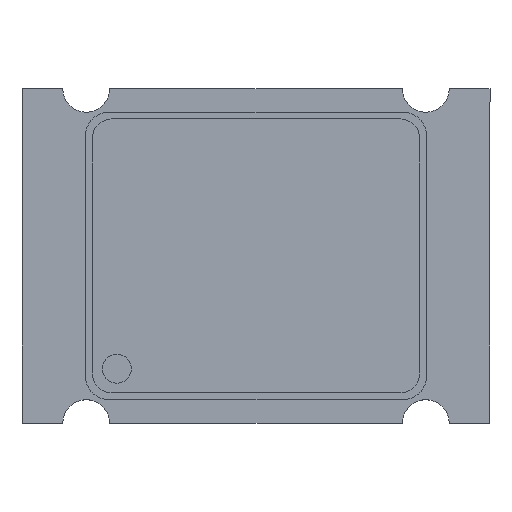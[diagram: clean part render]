
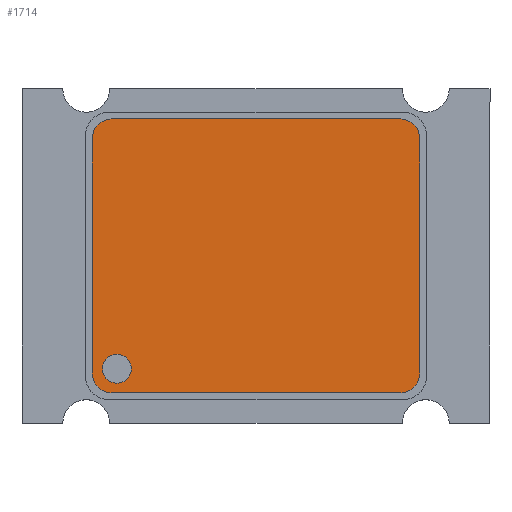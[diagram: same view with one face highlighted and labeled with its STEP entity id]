
A CAD part, top view. The second image highlights one B-rep face of the part: STEP entity #1714.
In plain terms, the highlighted planar face has unit normal (0, 0, 1).
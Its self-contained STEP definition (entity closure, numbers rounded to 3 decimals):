
#4 = CARTESIAN_POINT ( 'NONE',  ( 5.65, 4.55, 1.5 ) ) ;
#28 = DIRECTION ( 'NONE',  ( 0., 0., -1. ) ) ;
#75 = CARTESIAN_POINT ( 'NONE',  ( 5.95, 4.25, 1.5 ) ) ;
#121 = LINE ( 'NONE', #1470, #696 ) ;
#150 = CARTESIAN_POINT ( 'NONE',  ( 5.95, 0.75, 1.5 ) ) ;
#225 = CARTESIAN_POINT ( 'NONE',  ( 1.05, 4.25, 1.5 ) ) ;
#246 = CARTESIAN_POINT ( 'NONE',  ( 5.65, 0.45, 1.5 ) ) ;
#319 = CARTESIAN_POINT ( 'NONE',  ( 5.65, 4.25, 1.5 ) ) ;
#330 = VERTEX_POINT ( 'NONE', #1486 ) ;
#371 = VERTEX_POINT ( 'NONE', #2237 ) ;
#374 = ORIENTED_EDGE ( 'NONE', *, *, #3099, .F. ) ;
#430 = DIRECTION ( 'NONE',  ( 1., 0., 0. ) ) ;
#566 = DIRECTION ( 'NONE',  ( -1., 0., 0. ) ) ;
#568 = EDGE_LOOP ( 'NONE', ( #2977, #1518, #1890, #2716, #374, #1744, #920, #2896 ) ) ;
#580 = DIRECTION ( 'NONE',  ( 0., -1., 0. ) ) ;
#586 = LINE ( 'NONE', #1910, #1909 ) ;
#696 = VECTOR ( 'NONE', #1975, 1000. ) ;
#791 = VERTEX_POINT ( 'NONE', #150 ) ;
#861 = DIRECTION ( 'NONE',  ( 0., 0., -1. ) ) ;
#877 = CARTESIAN_POINT ( 'NONE',  ( 5.95, 4.25, 1.5 ) ) ;
#920 = ORIENTED_EDGE ( 'NONE', *, *, #2898, .F. ) ;
#1005 = CARTESIAN_POINT ( 'NONE',  ( 1.05, 4.25, 1.5 ) ) ;
#1006 = EDGE_CURVE ( 'NONE', #2767, #1556, #586, .T. ) ;
#1098 = EDGE_CURVE ( 'NONE', #371, #1953, #3194, .T. ) ;
#1184 = DIRECTION ( 'NONE',  ( 0., 1., 0. ) ) ;
#1229 = LINE ( 'NONE', #75, #2548 ) ;
#1266 = DIRECTION ( 'NONE',  ( 0., 0., -1. ) ) ;
#1268 = AXIS2_PLACEMENT_3D ( 'NONE', #319, #2041, #566 ) ;
#1286 = EDGE_CURVE ( 'NONE', #791, #1530, #2999, .T. ) ;
#1375 = VERTEX_POINT ( 'NONE', #877 ) ;
#1390 = DIRECTION ( 'NONE',  ( 0., 0., -1. ) ) ;
#1470 = CARTESIAN_POINT ( 'NONE',  ( 1.35, 0.45, 1.5 ) ) ;
#1486 = CARTESIAN_POINT ( 'NONE',  ( 1.35, 0.45, 1.5 ) ) ;
#1501 = CARTESIAN_POINT ( 'NONE',  ( 1.35, 0.75, 1.5 ) ) ;
#1518 = ORIENTED_EDGE ( 'NONE', *, *, #1523, .F. ) ;
#1523 = EDGE_CURVE ( 'NONE', #1530, #330, #121, .T. ) ;
#1530 = VERTEX_POINT ( 'NONE', #246 ) ;
#1556 = VERTEX_POINT ( 'NONE', #4 ) ;
#1602 = CARTESIAN_POINT ( 'NONE',  ( 1.35, 4.55, 1.5 ) ) ;
#1714 = ADVANCED_FACE ( 'NONE', ( #2357 ), #2749, .F. ) ;
#1730 = EDGE_CURVE ( 'NONE', #1375, #791, #1229, .T. ) ;
#1744 = ORIENTED_EDGE ( 'NONE', *, *, #1006, .F. ) ;
#1745 = DIRECTION ( 'NONE',  ( -1., 0., 0. ) ) ;
#1869 = VECTOR ( 'NONE', #1184, 1000. ) ;
#1890 = ORIENTED_EDGE ( 'NONE', *, *, #1286, .F. ) ;
#1909 = VECTOR ( 'NONE', #430, 1000. ) ;
#1910 = CARTESIAN_POINT ( 'NONE',  ( 1.35, 4.55, 1.5 ) ) ;
#1947 = EDGE_CURVE ( 'NONE', #330, #371, #3033, .T. ) ;
#1953 = VERTEX_POINT ( 'NONE', #1005 ) ;
#1975 = DIRECTION ( 'NONE',  ( -1., 0., 0. ) ) ;
#1977 = AXIS2_PLACEMENT_3D ( 'NONE', #2895, #1390, #3158 ) ;
#2041 = DIRECTION ( 'NONE',  ( 0., 0., -1. ) ) ;
#2237 = CARTESIAN_POINT ( 'NONE',  ( 1.05, 0.75, 1.5 ) ) ;
#2342 = CARTESIAN_POINT ( 'NONE',  ( 5.65, 0.75, 1.5 ) ) ;
#2357 = FACE_OUTER_BOUND ( 'NONE', #568, .T. ) ;
#2548 = VECTOR ( 'NONE', #580, 1000. ) ;
#2585 = DIRECTION ( 'NONE',  ( -1., 0., 0. ) ) ;
#2716 = ORIENTED_EDGE ( 'NONE', *, *, #1730, .F. ) ;
#2749 = PLANE ( 'NONE',  #3161 ) ;
#2761 = CARTESIAN_POINT ( 'NONE',  ( 1.35, 4.25, 1.5 ) ) ;
#2763 = AXIS2_PLACEMENT_3D ( 'NONE', #2342, #861, #2585 ) ;
#2767 = VERTEX_POINT ( 'NONE', #1602 ) ;
#2799 = CIRCLE ( 'NONE', #1977, 0.3 ) ;
#2810 = CIRCLE ( 'NONE', #1268, 0.3 ) ;
#2855 = AXIS2_PLACEMENT_3D ( 'NONE', #1501, #28, #1745 ) ;
#2895 = CARTESIAN_POINT ( 'NONE',  ( 1.35, 4.25, 1.5 ) ) ;
#2896 = ORIENTED_EDGE ( 'NONE', *, *, #1098, .F. ) ;
#2898 = EDGE_CURVE ( 'NONE', #1953, #2767, #2799, .T. ) ;
#2977 = ORIENTED_EDGE ( 'NONE', *, *, #1947, .F. ) ;
#2999 = CIRCLE ( 'NONE', #2763, 0.3 ) ;
#3024 = DIRECTION ( 'NONE',  ( -1., 0., 0. ) ) ;
#3033 = CIRCLE ( 'NONE', #2855, 0.3 ) ;
#3099 = EDGE_CURVE ( 'NONE', #1556, #1375, #2810, .T. ) ;
#3158 = DIRECTION ( 'NONE',  ( -1., 0., 0. ) ) ;
#3161 = AXIS2_PLACEMENT_3D ( 'NONE', #2761, #1266, #3024 ) ;
#3194 = LINE ( 'NONE', #225, #1869 ) ;
